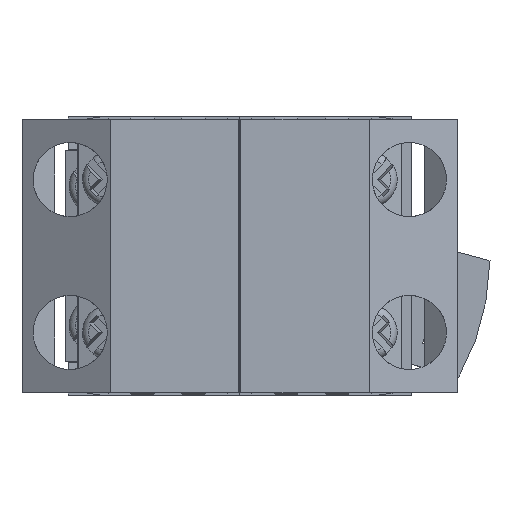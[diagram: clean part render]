
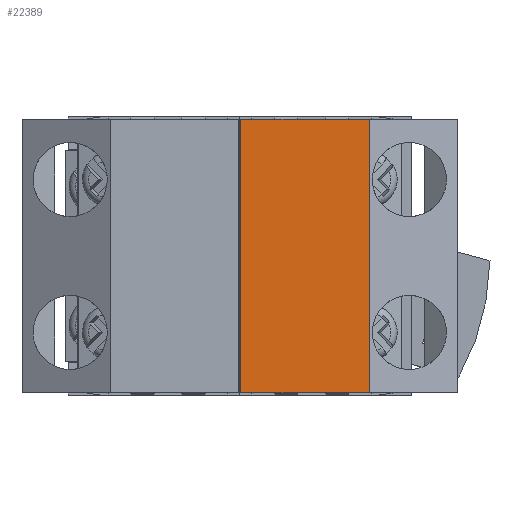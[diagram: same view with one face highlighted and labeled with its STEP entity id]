
A CAD part, front view. The second image highlights one B-rep face of the part: STEP entity #22389.
In plain terms, the highlighted planar face has unit normal (0, -1, 0).
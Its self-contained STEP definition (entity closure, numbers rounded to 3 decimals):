
#223 = DIRECTION ( 'NONE',  ( 1., 0., 0. ) ) ;
#2155 = CARTESIAN_POINT ( 'NONE',  ( 0.1, -27.5, 14.75 ) ) ;
#3315 = CARTESIAN_POINT ( 'NONE',  ( 14., -27.5, 14.75 ) ) ;
#4152 = DIRECTION ( 'NONE',  ( 1., 0., 0. ) ) ;
#4907 = EDGE_CURVE ( 'NONE', #23609, #33379, #42806, .T. ) ;
#5403 = VECTOR ( 'NONE', #223, 1000. ) ;
#6821 = CARTESIAN_POINT ( 'NONE',  ( 0., -27.5, 14.75 ) ) ;
#7030 = VECTOR ( 'NONE', #31878, 1000. ) ;
#8265 = LINE ( 'NONE', #36166, #5403 ) ;
#8458 = VECTOR ( 'NONE', #34170, 1000. ) ;
#8485 = ORIENTED_EDGE ( 'NONE', *, *, #33328, .F. ) ;
#11034 = AXIS2_PLACEMENT_3D ( 'NONE', #6821, #51466, #25055 ) ;
#14199 = ORIENTED_EDGE ( 'NONE', *, *, #39213, .F. ) ;
#20523 = LINE ( 'NONE', #42776, #8458 ) ;
#22389 = ADVANCED_FACE ( 'NONE', ( #41213 ), #42684, .F. ) ;
#23609 = VERTEX_POINT ( 'NONE', #2155 ) ;
#24510 = CARTESIAN_POINT ( 'NONE',  ( 14., -27.5, -14.75 ) ) ;
#25055 = DIRECTION ( 'NONE',  ( -1., 0., 0. ) ) ;
#27355 = CARTESIAN_POINT ( 'NONE',  ( 0.1, -27.5, 14.75 ) ) ;
#30005 = ORIENTED_EDGE ( 'NONE', *, *, #45083, .T. ) ;
#30852 = ORIENTED_EDGE ( 'NONE', *, *, #4907, .T. ) ;
#31878 = DIRECTION ( 'NONE',  ( 0., 0., -1. ) ) ;
#33328 = EDGE_CURVE ( 'NONE', #23609, #37586, #46666, .T. ) ;
#33379 = VERTEX_POINT ( 'NONE', #57837 ) ;
#34170 = DIRECTION ( 'NONE',  ( 0., 0., -1. ) ) ;
#36166 = CARTESIAN_POINT ( 'NONE',  ( 0., -27.5, -14.75 ) ) ;
#37586 = VERTEX_POINT ( 'NONE', #3315 ) ;
#39213 = EDGE_CURVE ( 'NONE', #37586, #57278, #20523, .T. ) ;
#40117 = CARTESIAN_POINT ( 'NONE',  ( 0., -27.5, 14.75 ) ) ;
#41213 = FACE_OUTER_BOUND ( 'NONE', #55519, .T. ) ;
#42684 = PLANE ( 'NONE',  #11034 ) ;
#42776 = CARTESIAN_POINT ( 'NONE',  ( 14., -27.5, 14.75 ) ) ;
#42806 = LINE ( 'NONE', #27355, #7030 ) ;
#45083 = EDGE_CURVE ( 'NONE', #33379, #57278, #8265, .T. ) ;
#46666 = LINE ( 'NONE', #40117, #56857 ) ;
#51466 = DIRECTION ( 'NONE',  ( 0., 1., 0. ) ) ;
#55519 = EDGE_LOOP ( 'NONE', ( #30005, #14199, #8485, #30852 ) ) ;
#56857 = VECTOR ( 'NONE', #4152, 1000. ) ;
#57278 = VERTEX_POINT ( 'NONE', #24510 ) ;
#57837 = CARTESIAN_POINT ( 'NONE',  ( 0.1, -27.5, -14.75 ) ) ;
